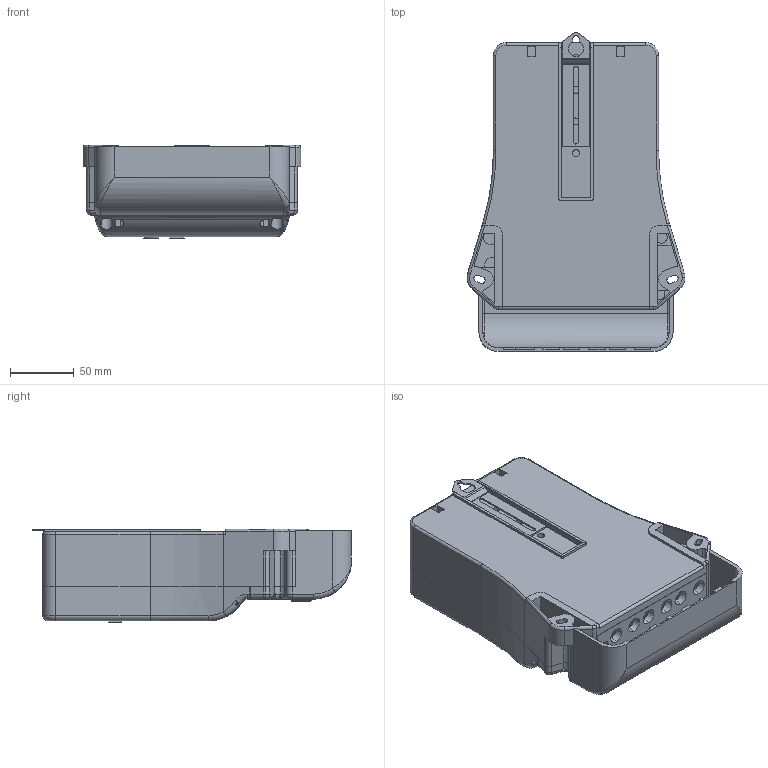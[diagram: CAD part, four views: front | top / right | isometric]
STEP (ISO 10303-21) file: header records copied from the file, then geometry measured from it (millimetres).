
FILE_DESCRIPTION (( 'STEP AP203' ), '1' );
FILE_NAME ('欭殣玁獥302.STEP', '2018-09-04T07:30:19', ( '' ), ( '' ), 'SwSTEP 2.0', 'SolidWorks 2017', '' );
FILE_SCHEMA (( 'CONFIG_CONTROL_DESIGN' ));
Length unit declared in the file: millimetre
Products named in the file (10): Êðåïåæ íà ñòåíó; Îñíîâàíèå_302_íîâûé âàðèàíò; 欭殣玁獥302; ﾖ頡褞硴瑣; 砎鍡譇籦鍷 鍧膼_302; 嵙錪儰獥302; Îñíîâíàÿ êðûøêà_302_íîâûé âàðèàíò; Êîëîäêà êëåììíàÿ_306; Ïðîçðà÷íàÿ êðûøêà_302_íîâûé âàðèàíò2; 砑僗趌301
Assembly tree (9 placements, depth 2):
  欭殣玁獥302
    Îñíîâàíèå_302_íîâûé âàðèàíò
    Êîëîäêà êëåììíàÿ_306
    砑僗趌301
    ﾖ頡褞硴瑣
    砎鍡譇籦鍷 鍧膼_302
    Îñíîâíàÿ êðûøêà_302_íîâûé âàðèàíò
    嵙錪儰獥302
    Ïðîçðà÷íàÿ êðûøêà_302_íîâûé âàðèàíò2
    Êðåïåæ íà ñòåíó
Bounding box: 171.52 x 251 x 73.5 mm (x, y, z)
Volume: 679655.9 mm3; surface area: 423339.3 mm2
Topology: 9 solids, 9 shells, 1875 faces, 5041 edges, 3218 vertices
Faces by surface type: plane 1068, cylinder 568, torus 116, bspline 67, cone 38, sphere 18
Entity records: 63203 total; most frequent: CARTESIAN_POINT 14560, ORIENTED_EDGE 10050, DIRECTION 9959, EDGE_CURVE 5025, AXIS2_PLACEMENT_3D 3341, VECTOR 3277, LINE 3277, VERTEX_POINT 3213
